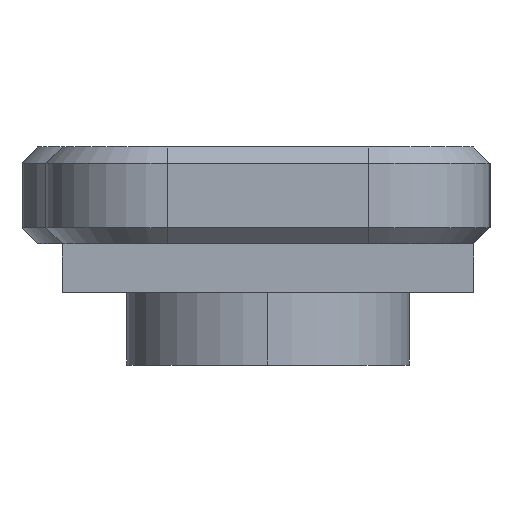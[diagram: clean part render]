
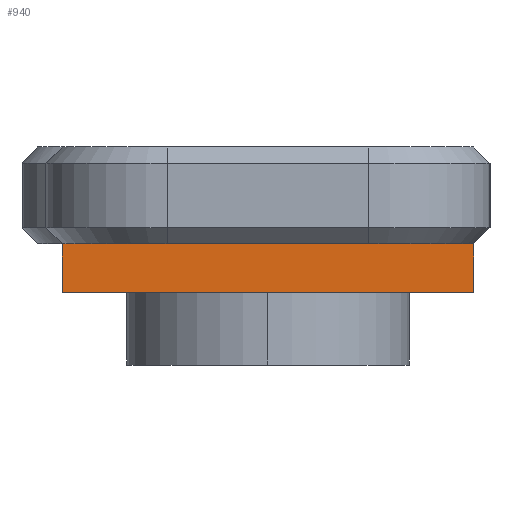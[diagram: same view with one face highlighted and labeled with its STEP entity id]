
A CAD part, left-side view. The second image highlights one B-rep face of the part: STEP entity #940.
In plain terms, the highlighted planar face has unit normal (-1, 0, 0).
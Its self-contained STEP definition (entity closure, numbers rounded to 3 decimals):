
#147 = PLANE ( 'NONE',  #2041 ) ;
#182 = EDGE_CURVE ( 'NONE', #844, #312, #1378, .T. ) ;
#291 = EDGE_CURVE ( 'NONE', #312, #824, #1935, .T. ) ;
#295 = DIRECTION ( 'NONE',  ( 1., 0., 0. ) ) ;
#312 = VERTEX_POINT ( 'NONE', #1745 ) ;
#333 = EDGE_CURVE ( 'NONE', #1099, #824, #848, .T. ) ;
#442 = DIRECTION ( 'NONE',  ( 0., 1., 0. ) ) ;
#584 = FACE_OUTER_BOUND ( 'NONE', #1586, .T. ) ;
#595 = EDGE_CURVE ( 'NONE', #844, #1099, #798, .T. ) ;
#728 = DIRECTION ( 'NONE',  ( 0., 0., 1. ) ) ;
#772 = DIRECTION ( 'NONE',  ( 0., 1., 0. ) ) ;
#797 = ORIENTED_EDGE ( 'NONE', *, *, #182, .F. ) ;
#798 = LINE ( 'NONE', #1783, #1936 ) ;
#824 = VERTEX_POINT ( 'NONE', #1996 ) ;
#843 = DIRECTION ( 'NONE',  ( 0., 0., 1. ) ) ;
#844 = VERTEX_POINT ( 'NONE', #1850 ) ;
#848 = LINE ( 'NONE', #921, #1155 ) ;
#921 = CARTESIAN_POINT ( 'NONE',  ( -83.15, -11.4, 23. ) ) ;
#940 = ADVANCED_FACE ( 'NONE', ( #584 ), #147, .F. ) ;
#941 = CARTESIAN_POINT ( 'NONE',  ( -83.15, -11.4, 21.8 ) ) ;
#1061 = ORIENTED_EDGE ( 'NONE', *, *, #595, .T. ) ;
#1099 = VERTEX_POINT ( 'NONE', #1297 ) ;
#1110 = ORIENTED_EDGE ( 'NONE', *, *, #333, .T. ) ;
#1155 = VECTOR ( 'NONE', #772, 1000. ) ;
#1218 = CARTESIAN_POINT ( 'NONE',  ( -83.15, -11.4, 21.8 ) ) ;
#1297 = CARTESIAN_POINT ( 'NONE',  ( -83.15, -21.6, 23. ) ) ;
#1378 = LINE ( 'NONE', #1865, #1641 ) ;
#1520 = ORIENTED_EDGE ( 'NONE', *, *, #291, .F. ) ;
#1586 = EDGE_LOOP ( 'NONE', ( #1110, #1520, #797, #1061 ) ) ;
#1641 = VECTOR ( 'NONE', #442, 1000. ) ;
#1733 = DIRECTION ( 'NONE',  ( 0., 1., 0. ) ) ;
#1745 = CARTESIAN_POINT ( 'NONE',  ( -83.15, -11.4, 21.8 ) ) ;
#1783 = CARTESIAN_POINT ( 'NONE',  ( -83.15, -21.6, 21.8 ) ) ;
#1836 = VECTOR ( 'NONE', #728, 1000. ) ;
#1850 = CARTESIAN_POINT ( 'NONE',  ( -83.15, -21.6, 21.8 ) ) ;
#1865 = CARTESIAN_POINT ( 'NONE',  ( -83.15, -11.4, 21.8 ) ) ;
#1935 = LINE ( 'NONE', #1218, #1836 ) ;
#1936 = VECTOR ( 'NONE', #843, 1000. ) ;
#1996 = CARTESIAN_POINT ( 'NONE',  ( -83.15, -11.4, 23. ) ) ;
#2041 = AXIS2_PLACEMENT_3D ( 'NONE', #941, #295, #1733 ) ;
